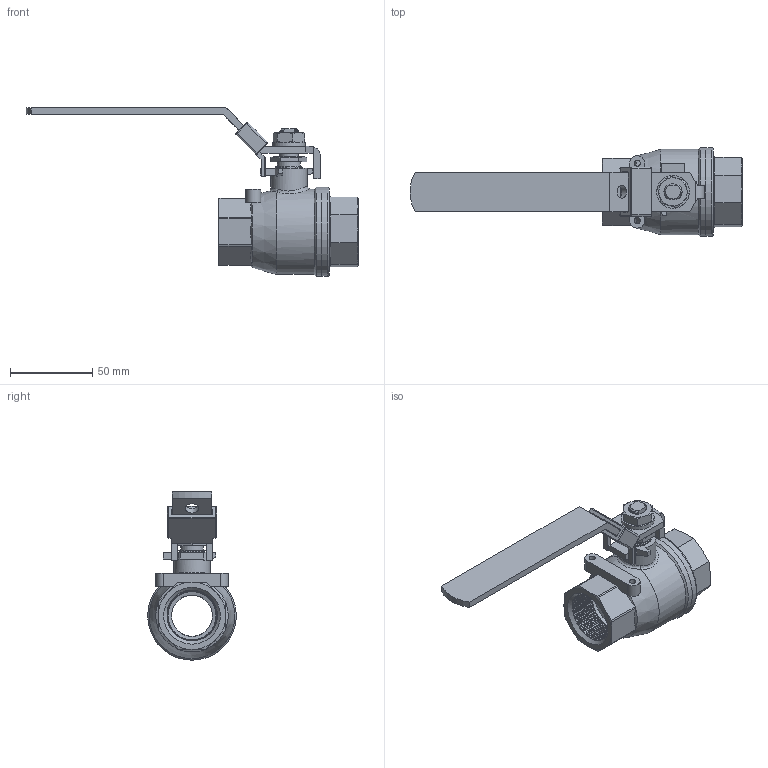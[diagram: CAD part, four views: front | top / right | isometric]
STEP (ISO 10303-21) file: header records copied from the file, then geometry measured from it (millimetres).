
FILE_DESCRIPTION((''),'2;1');
FILE_NAME('VSS100.stp','2013-06-27T15:10:18',('mclevenger'),(''),'Autodesk Inventor 2013','Autodesk Inventor 2013','');
FILE_SCHEMA(('AUTOMOTIVE_DESIGN { 1 0 10303 214 1 1 1 1 }'));
Length unit declared in the file: millimetre
Products named in the file (13): VSS100; VSS100 BL_�w�]; VSS100 GT_�w�]; VSS100 ST_�w�]; VSS100 BY_�w�]; VSS100 PG_�w�]; VSS100 CP_�w�]; VSS100 SW_�w�]; VSS100 TW_�w�]; VSS100 NT_�w�]; VSS100 HE_�w�]; VSS100 SM_�w�]; VSS100 GN_�w�]
Assembly tree (13 placements, depth 2):
  VSS100
    VSS100 BL_�w�]
    VSS100 GT_�w�]
    VSS100 ST_�w�]  x2
    VSS100 BY_�w�]
    VSS100 PG_�w�]
    VSS100 CP_�w�]
    VSS100 SW_�w�]
    VSS100 TW_�w�]
    VSS100 NT_�w�]
    VSS100 HE_�w�]
    VSS100 SM_�w�]
    VSS100 GN_�w�]
Bounding box: 202 x 54 x 102.4 mm (x, y, z)
Volume: 125903.5 mm3; surface area: 67451.6 mm2
Topology: 14 solids, 14 shells, 387 faces, 1116 edges, 724 vertices
Faces by surface type: plane 144, cylinder 116, cone 91, bspline 25, torus 9, sphere 2
Full cylindrical faces by diameter (mm): 3.797 x2, 8 x1, 9.921 x1, 11 x3, 11.4 x1, 11.5 x1, 13.694 x2, 14 x1, 14.3 x3, 14.5 x7, 15 x1, 16 x1, 17 x1, 22 x1, 25 x5, 38 x4, 46 x6, 46.5 x1, 49 x1, 50 x1, 52 x1, 54 x2
Entity records: 36051 total; most frequent: CARTESIAN_POINT 27428, ORIENTED_EDGE 1876, DIRECTION 1541, EDGE_CURVE 938, VERTEX_POINT 693, AXIS2_PLACEMENT_3D 620, EDGE_LOOP 449, FACE_OUTER_BOUND 345
